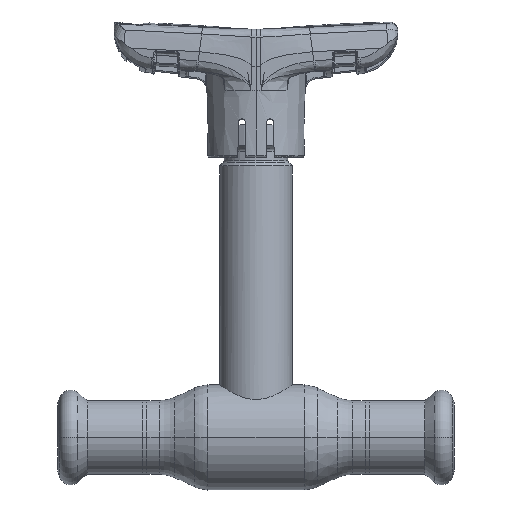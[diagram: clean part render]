
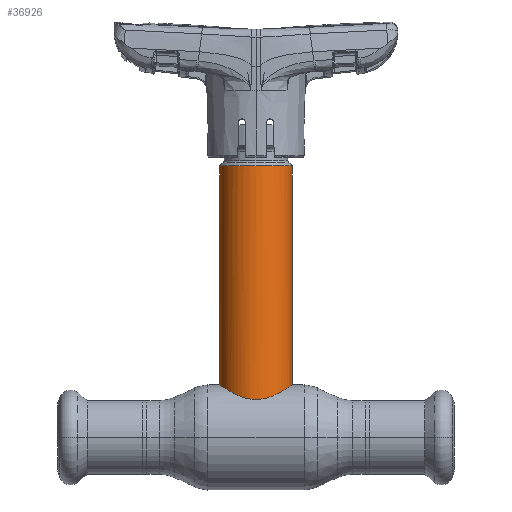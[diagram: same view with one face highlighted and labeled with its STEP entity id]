
A CAD part, top view. The second image highlights one B-rep face of the part: STEP entity #36926.
In plain terms, the highlighted cylindrical face has radius 9 mm (diameter 18 mm), a partial arc.
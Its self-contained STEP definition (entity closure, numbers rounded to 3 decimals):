
#1795 = DIRECTION ( 'NONE',  ( -1., 0., 0. ) ) ;
#1848 = CARTESIAN_POINT ( 'NONE',  ( -8.51, 12.665, 2.988 ) ) ;
#2699 = CARTESIAN_POINT ( 'NONE',  ( 8.922, 12.946, 1.22 ) ) ;
#4044 = EDGE_CURVE ( 'NONE', #35616, #32984, #23455, .T. ) ;
#5219 = CARTESIAN_POINT ( 'NONE',  ( -9., 13., 0. ) ) ;
#6184 = CARTESIAN_POINT ( 'NONE',  ( -7.11, 11.768, 5.549 ) ) ;
#6464 = CARTESIAN_POINT ( 'NONE',  ( 8.511, 12.665, 2.987 ) ) ;
#7753 = LINE ( 'NONE', #47535, #53920 ) ;
#7793 = ORIENTED_EDGE ( 'NONE', *, *, #53861, .T. ) ;
#8485 = EDGE_CURVE ( 'NONE', #33946, #32984, #14352, .T. ) ;
#9388 = CARTESIAN_POINT ( 'NONE',  ( -0.618, 9.396, 8.984 ) ) ;
#9961 = CARTESIAN_POINT ( 'NONE',  ( -9., 13., 0.618 ) ) ;
#11125 = CARTESIAN_POINT ( 'NONE',  ( 7.597, 12.07, 4.835 ) ) ;
#12000 = CARTESIAN_POINT ( 'NONE',  ( 4.79, 10.531, 7.625 ) ) ;
#13180 = CARTESIAN_POINT ( 'NONE',  ( -9., 67.169, 0. ) ) ;
#14082 = CARTESIAN_POINT ( 'NONE',  ( -9., 13., 0. ) ) ;
#14352 = LINE ( 'NONE', #27301, #21354 ) ;
#15226 = CARTESIAN_POINT ( 'NONE',  ( -2.114, 9.612, 8.753 ) ) ;
#15713 = AXIS2_PLACEMENT_3D ( 'NONE', #29925, #42242, #34323 ) ;
#15799 = CARTESIAN_POINT ( 'NONE',  ( 5.933, 11.095, 6.791 ) ) ;
#16423 = FACE_OUTER_BOUND ( 'NONE', #17796, .T. ) ;
#17796 = EDGE_LOOP ( 'NONE', ( #29761, #7793, #26277, #41996 ) ) ;
#19022 = CARTESIAN_POINT ( 'NONE',  ( -4.052, 10.206, 8.057 ) ) ;
#19313 = CARTESIAN_POINT ( 'NONE',  ( -8.937, 12.956, 1.223 ) ) ;
#19611 = CARTESIAN_POINT ( 'NONE',  ( -3.249, 9.924, 8.398 ) ) ;
#19903 = CARTESIAN_POINT ( 'NONE',  ( 7.112, 11.769, 5.546 ) ) ;
#20488 = CARTESIAN_POINT ( 'NONE',  ( 0.609, 9.381, 9. ) ) ;
#20797 = CARTESIAN_POINT ( 'NONE',  ( 2.969, 9.827, 8.516 ) ) ;
#21354 = VECTOR ( 'NONE', #48881, 1000. ) ;
#23455 = B_SPLINE_CURVE_WITH_KNOTS ( 'NONE', 3,
 ( #14082, #9961, #19313, #54169, #1848, #37230, #45410, #6184, #55042, #27878, #46265, #45698, #19022, #19611, #37525, #55342, #15226, #33114, #27319, #9388, #45123, #20488, #37805, #51212, #20797, #55902, #56484, #42761, #12000, #47696, #15799, #33701, #19903, #11125, #47405, #38368, #29007, #6464, #29601, #34286, #2699, #56189, #52089, #47111 ),
 .UNSPECIFIED., .F., .F.,
 ( 4, 2, 2, 2, 2, 2, 2, 2, 2, 2, 2, 2, 2, 2, 2, 2, 2, 2, 2, 2, 2, 4 ),
 ( 0., 0.002, 0.004, 0.005, 0.007, 0.009, 0.011, 0.012, 0.013, 0.014, 0.015, 0.016, 0.018, 0.019, 0.02, 0.022, 0.024, 0.025, 0.026, 0.027, 0.028, 0.029 ),
 .UNSPECIFIED. ) ;
#24982 = CYLINDRICAL_SURFACE ( 'NONE', #15713, 9. ) ;
#26277 = ORIENTED_EDGE ( 'NONE', *, *, #44526, .T. ) ;
#27301 = CARTESIAN_POINT ( 'NONE',  ( 9., 0., 0. ) ) ;
#27319 = CARTESIAN_POINT ( 'NONE',  ( -1.227, 9.456, 8.921 ) ) ;
#27878 = CARTESIAN_POINT ( 'NONE',  ( -5.938, 11.097, 6.787 ) ) ;
#28973 = CARTESIAN_POINT ( 'NONE',  ( 9., 67.169, 0. ) ) ;
#29007 = CARTESIAN_POINT ( 'NONE',  ( 8.159, 12.433, 3.81 ) ) ;
#29318 = CARTESIAN_POINT ( 'NONE',  ( 9., 13., 0. ) ) ;
#29601 = CARTESIAN_POINT ( 'NONE',  ( 8.691, 12.787, 2.417 ) ) ;
#29761 = ORIENTED_EDGE ( 'NONE', *, *, #8485, .F. ) ;
#29925 = CARTESIAN_POINT ( 'NONE',  ( 0., 0., 0. ) ) ;
#30880 = DIRECTION ( 'NONE',  ( 0., -1., 0. ) ) ;
#32984 = VERTEX_POINT ( 'NONE', #29318 ) ;
#33114 = CARTESIAN_POINT ( 'NONE',  ( -1.526, 9.5, 8.875 ) ) ;
#33348 = CARTESIAN_POINT ( 'NONE',  ( 0., 67.169, 0. ) ) ;
#33701 = CARTESIAN_POINT ( 'NONE',  ( 6.747, 11.55, 5.984 ) ) ;
#33946 = VERTEX_POINT ( 'NONE', #28973 ) ;
#34286 = CARTESIAN_POINT ( 'NONE',  ( 8.875, 12.914, 1.525 ) ) ;
#34323 = DIRECTION ( 'NONE',  ( -1., 0., 0. ) ) ;
#35616 = VERTEX_POINT ( 'NONE', #5219 ) ;
#36926 = ADVANCED_FACE ( 'NONE', ( #16423 ), #24982, .T. ) ;
#37230 = CARTESIAN_POINT ( 'NONE',  ( -8.046, 12.358, 4.075 ) ) ;
#37525 = CARTESIAN_POINT ( 'NONE',  ( -2.971, 9.836, 8.501 ) ) ;
#37805 = CARTESIAN_POINT ( 'NONE',  ( 1.215, 9.441, 8.938 ) ) ;
#38368 = CARTESIAN_POINT ( 'NONE',  ( 8.029, 12.347, 4.077 ) ) ;
#41996 = ORIENTED_EDGE ( 'NONE', *, *, #4044, .T. ) ;
#42242 = DIRECTION ( 'NONE',  ( 0., -1., 0. ) ) ;
#42761 = CARTESIAN_POINT ( 'NONE',  ( 4.547, 10.422, 7.772 ) ) ;
#44526 = EDGE_CURVE ( 'NONE', #54977, #35616, #7753, .T. ) ;
#44575 = AXIS2_PLACEMENT_3D ( 'NONE', #33348, #50273, #1795 ) ;
#45123 = CARTESIAN_POINT ( 'NONE',  ( -0.308, 9.381, 9. ) ) ;
#45410 = CARTESIAN_POINT ( 'NONE',  ( -7.764, 12.174, 4.589 ) ) ;
#45698 = CARTESIAN_POINT ( 'NONE',  ( -4.552, 10.419, 7.785 ) ) ;
#46265 = CARTESIAN_POINT ( 'NONE',  ( -5.494, 10.863, 7.151 ) ) ;
#47111 = CARTESIAN_POINT ( 'NONE',  ( 9., 13., 0. ) ) ;
#47405 = CARTESIAN_POINT ( 'NONE',  ( 7.748, 12.166, 4.589 ) ) ;
#47535 = CARTESIAN_POINT ( 'NONE',  ( -9., 0., 0. ) ) ;
#47696 = CARTESIAN_POINT ( 'NONE',  ( 5.496, 10.864, 7.15 ) ) ;
#48881 = DIRECTION ( 'NONE',  ( 0., -1., 0. ) ) ;
#50273 = DIRECTION ( 'NONE',  ( 0., -1., 0. ) ) ;
#51085 = CIRCLE ( 'NONE', #44575, 9. ) ;
#51212 = CARTESIAN_POINT ( 'NONE',  ( 2.405, 9.667, 8.694 ) ) ;
#52089 = CARTESIAN_POINT ( 'NONE',  ( 9., 13., 0.305 ) ) ;
#53861 = EDGE_CURVE ( 'NONE', #33946, #54977, #51085, .T. ) ;
#53920 = VECTOR ( 'NONE', #30880, 1000. ) ;
#54169 = CARTESIAN_POINT ( 'NONE',  ( -8.694, 12.789, 2.406 ) ) ;
#54977 = VERTEX_POINT ( 'NONE', #13180 ) ;
#55042 = CARTESIAN_POINT ( 'NONE',  ( -6.744, 11.549, 5.986 ) ) ;
#55342 = CARTESIAN_POINT ( 'NONE',  ( -2.403, 9.68, 8.678 ) ) ;
#55902 = CARTESIAN_POINT ( 'NONE',  ( 3.778, 10.11, 8.174 ) ) ;
#56189 = CARTESIAN_POINT ( 'NONE',  ( 8.985, 12.989, 0.61 ) ) ;
#56484 = CARTESIAN_POINT ( 'NONE',  ( 4.041, 10.212, 8.047 ) ) ;
